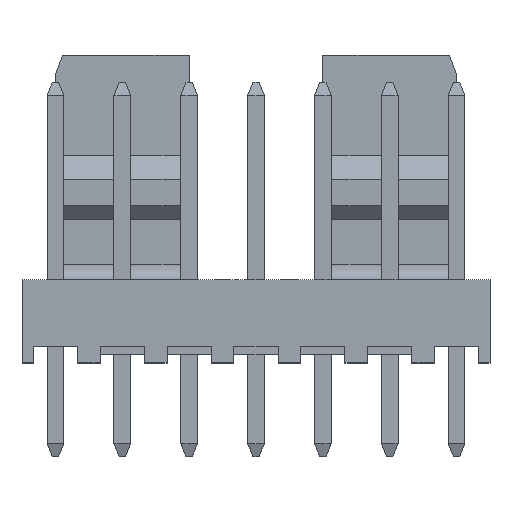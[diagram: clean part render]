
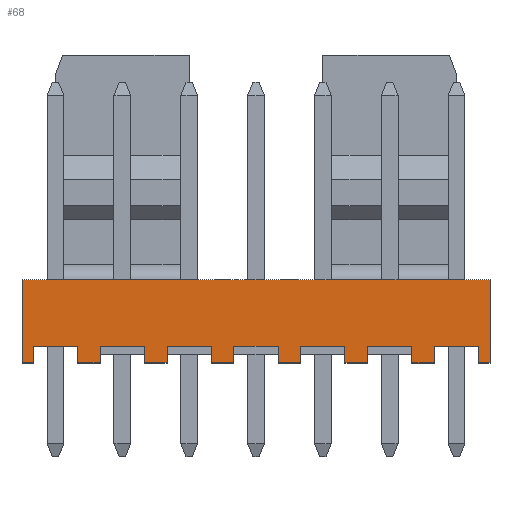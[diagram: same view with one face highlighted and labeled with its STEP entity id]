
A CAD part, top view. The second image highlights one B-rep face of the part: STEP entity #68.
In plain terms, the highlighted planar face has unit normal (0, 0, 1).
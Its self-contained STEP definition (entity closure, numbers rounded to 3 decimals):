
#68=ADVANCED_FACE('',(#328),#329,.T.);
#328=FACE_OUTER_BOUND('',#856,.T.);
#329=PLANE('',#857);
#856=EDGE_LOOP('',(#1389,#1390,#1391,#1392,#1393,#1394,#1395,#1396,#1397,#1398,#1399,#1400,#1401,#1402,#1403,#1404,#1405,#1406,#1407,#1408,#1409,#1410,#1411,#1412,#1413,#1414,#1415,#1416,#1417,#1418,#1419,#1420));
#857=AXIS2_PLACEMENT_3D('',#1421,#1422,#1423);
#1389=ORIENTED_EDGE('',*,*,#3388,.F.);
#1390=ORIENTED_EDGE('',*,*,#3389,.F.);
#1391=ORIENTED_EDGE('',*,*,#3390,.T.);
#1392=ORIENTED_EDGE('',*,*,#3391,.F.);
#1393=ORIENTED_EDGE('',*,*,#3392,.F.);
#1394=ORIENTED_EDGE('',*,*,#3387,.T.);
#1395=ORIENTED_EDGE('',*,*,#3393,.T.);
#1396=ORIENTED_EDGE('',*,*,#3394,.T.);
#1397=ORIENTED_EDGE('',*,*,#3395,.F.);
#1398=ORIENTED_EDGE('',*,*,#3396,.F.);
#1399=ORIENTED_EDGE('',*,*,#3397,.T.);
#1400=ORIENTED_EDGE('',*,*,#3398,.T.);
#1401=ORIENTED_EDGE('',*,*,#3399,.F.);
#1402=ORIENTED_EDGE('',*,*,#3400,.F.);
#1403=ORIENTED_EDGE('',*,*,#3401,.T.);
#1404=ORIENTED_EDGE('',*,*,#3402,.T.);
#1405=ORIENTED_EDGE('',*,*,#3403,.F.);
#1406=ORIENTED_EDGE('',*,*,#3404,.F.);
#1407=ORIENTED_EDGE('',*,*,#3405,.T.);
#1408=ORIENTED_EDGE('',*,*,#3406,.T.);
#1409=ORIENTED_EDGE('',*,*,#3407,.F.);
#1410=ORIENTED_EDGE('',*,*,#3408,.F.);
#1411=ORIENTED_EDGE('',*,*,#3409,.T.);
#1412=ORIENTED_EDGE('',*,*,#3410,.T.);
#1413=ORIENTED_EDGE('',*,*,#3411,.F.);
#1414=ORIENTED_EDGE('',*,*,#3412,.F.);
#1415=ORIENTED_EDGE('',*,*,#3413,.T.);
#1416=ORIENTED_EDGE('',*,*,#3414,.T.);
#1417=ORIENTED_EDGE('',*,*,#3415,.F.);
#1418=ORIENTED_EDGE('',*,*,#3416,.F.);
#1419=ORIENTED_EDGE('',*,*,#3417,.T.);
#1420=ORIENTED_EDGE('',*,*,#3418,.T.);
#1421=CARTESIAN_POINT('',(-8.89,1.58,2.9));
#1422=DIRECTION('',(0.0,0.0,1.0));
#1423=DIRECTION('',(1.0,0.0,0.0));
#3387=EDGE_CURVE('',#4055,#4059,#4061,.T.);
#3388=EDGE_CURVE('',#4062,#4063,#4064,.T.);
#3389=EDGE_CURVE('',#4065,#4062,#4066,.T.);
#3390=EDGE_CURVE('',#4065,#4067,#4068,.T.);
#3391=EDGE_CURVE('',#4069,#4067,#4070,.T.);
#3392=EDGE_CURVE('',#4055,#4069,#4071,.T.);
#3393=EDGE_CURVE('',#4059,#4072,#4073,.T.);
#3394=EDGE_CURVE('',#4072,#4074,#4075,.T.);
#3395=EDGE_CURVE('',#4076,#4074,#4077,.T.);
#3396=EDGE_CURVE('',#4078,#4076,#4079,.T.);
#3397=EDGE_CURVE('',#4078,#4080,#4081,.T.);
#3398=EDGE_CURVE('',#4080,#4082,#4083,.T.);
#3399=EDGE_CURVE('',#4084,#4082,#4085,.T.);
#3400=EDGE_CURVE('',#4086,#4084,#4087,.T.);
#3401=EDGE_CURVE('',#4086,#4088,#4089,.T.);
#3402=EDGE_CURVE('',#4088,#4090,#4091,.T.);
#3403=EDGE_CURVE('',#4092,#4090,#4093,.T.);
#3404=EDGE_CURVE('',#4094,#4092,#4095,.T.);
#3405=EDGE_CURVE('',#4094,#4096,#4097,.T.);
#3406=EDGE_CURVE('',#4096,#4098,#4099,.T.);
#3407=EDGE_CURVE('',#4100,#4098,#4101,.T.);
#3408=EDGE_CURVE('',#4102,#4100,#4103,.T.);
#3409=EDGE_CURVE('',#4102,#4104,#4105,.T.);
#3410=EDGE_CURVE('',#4104,#4106,#4107,.T.);
#3411=EDGE_CURVE('',#4108,#4106,#4109,.T.);
#3412=EDGE_CURVE('',#4110,#4108,#4111,.T.);
#3413=EDGE_CURVE('',#4110,#4112,#4113,.T.);
#3414=EDGE_CURVE('',#4112,#4114,#4115,.T.);
#3415=EDGE_CURVE('',#4116,#4114,#4117,.T.);
#3416=EDGE_CURVE('',#4118,#4116,#4119,.T.);
#3417=EDGE_CURVE('',#4118,#4120,#4121,.T.);
#3418=EDGE_CURVE('',#4120,#4063,#4122,.T.);
#4055=VERTEX_POINT('',#5083);
#4059=VERTEX_POINT('',#5089);
#4061=LINE('',#5092,#5093);
#4062=VERTEX_POINT('',#5094);
#4063=VERTEX_POINT('',#5095);
#4064=LINE('',#5096,#5097);
#4065=VERTEX_POINT('',#5098);
#4066=LINE('',#5099,#5100);
#4067=VERTEX_POINT('',#5101);
#4068=LINE('',#5102,#5103);
#4069=VERTEX_POINT('',#5104);
#4070=LINE('',#5105,#5106);
#4071=LINE('',#5107,#5108);
#4072=VERTEX_POINT('',#5109);
#4073=LINE('',#5110,#5111);
#4074=VERTEX_POINT('',#5112);
#4075=LINE('',#5113,#5114);
#4076=VERTEX_POINT('',#5115);
#4077=LINE('',#5116,#5117);
#4078=VERTEX_POINT('',#5118);
#4079=LINE('',#5119,#5120);
#4080=VERTEX_POINT('',#5121);
#4081=LINE('',#5122,#5123);
#4082=VERTEX_POINT('',#5124);
#4083=LINE('',#5125,#5126);
#4084=VERTEX_POINT('',#5127);
#4085=LINE('',#5128,#5129);
#4086=VERTEX_POINT('',#5130);
#4087=LINE('',#5131,#5132);
#4088=VERTEX_POINT('',#5133);
#4089=LINE('',#5134,#5135);
#4090=VERTEX_POINT('',#5136);
#4091=LINE('',#5137,#5138);
#4092=VERTEX_POINT('',#5139);
#4093=LINE('',#5140,#5141);
#4094=VERTEX_POINT('',#5142);
#4095=LINE('',#5143,#5144);
#4096=VERTEX_POINT('',#5145);
#4097=LINE('',#5146,#5147);
#4098=VERTEX_POINT('',#5148);
#4099=LINE('',#5149,#5150);
#4100=VERTEX_POINT('',#5151);
#4101=LINE('',#5152,#5153);
#4102=VERTEX_POINT('',#5154);
#4103=LINE('',#5155,#5156);
#4104=VERTEX_POINT('',#5157);
#4105=LINE('',#5158,#5159);
#4106=VERTEX_POINT('',#5160);
#4107=LINE('',#5161,#5162);
#4108=VERTEX_POINT('',#5163);
#4109=LINE('',#5164,#5165);
#4110=VERTEX_POINT('',#5166);
#4111=LINE('',#5167,#5168);
#4112=VERTEX_POINT('',#5169);
#4113=LINE('',#5170,#5171);
#4114=VERTEX_POINT('',#5172);
#4115=LINE('',#5173,#5174);
#4116=VERTEX_POINT('',#5175);
#4117=LINE('',#5176,#5177);
#4118=VERTEX_POINT('',#5178);
#4119=LINE('',#5179,#5180);
#4120=VERTEX_POINT('',#5181);
#4121=LINE('',#5182,#5183);
#4122=LINE('',#5184,#5185);
#5083=CARTESIAN_POINT('',(-8.89,1.58,2.9));
#5089=CARTESIAN_POINT('',(-8.89,-1.58,2.9));
#5092=CARTESIAN_POINT('',(-8.89,1.58,2.9));
#5093=VECTOR('',#6737,3.16);
#5094=CARTESIAN_POINT('',(8.46,-0.94,2.9));
#5095=CARTESIAN_POINT('',(6.78,-0.94,2.9));
#5096=CARTESIAN_POINT('',(8.46,-0.94,2.9));
#5097=VECTOR('',#6738,1.68);
#5098=CARTESIAN_POINT('',(8.46,-1.58,2.9));
#5099=CARTESIAN_POINT('',(8.46,-1.58,2.9));
#5100=VECTOR('',#6739,0.64);
#5101=CARTESIAN_POINT('',(8.89,-1.58,2.9));
#5102=CARTESIAN_POINT('',(8.46,-1.58,2.9));
#5103=VECTOR('',#6740,0.43);
#5104=CARTESIAN_POINT('',(8.89,1.58,2.9));
#5105=CARTESIAN_POINT('',(8.89,1.58,2.9));
#5106=VECTOR('',#6741,3.16);
#5107=CARTESIAN_POINT('',(-8.89,1.58,2.9));
#5108=VECTOR('',#6742,17.78);
#5109=CARTESIAN_POINT('',(-8.46,-1.58,2.9));
#5110=CARTESIAN_POINT('',(-8.89,-1.58,2.9));
#5111=VECTOR('',#6743,0.43);
#5112=CARTESIAN_POINT('',(-8.46,-0.94,2.9));
#5113=CARTESIAN_POINT('',(-8.46,-1.58,2.9));
#5114=VECTOR('',#6744,0.64);
#5115=CARTESIAN_POINT('',(-6.78,-0.94,2.9));
#5116=CARTESIAN_POINT('',(-6.78,-0.94,2.9));
#5117=VECTOR('',#6745,1.68);
#5118=CARTESIAN_POINT('',(-6.78,-1.58,2.9));
#5119=CARTESIAN_POINT('',(-6.78,-1.58,2.9));
#5120=VECTOR('',#6746,0.64);
#5121=CARTESIAN_POINT('',(-5.92,-1.58,2.9));
#5122=CARTESIAN_POINT('',(-6.78,-1.58,2.9));
#5123=VECTOR('',#6747,0.86);
#5124=CARTESIAN_POINT('',(-5.92,-0.94,2.9));
#5125=CARTESIAN_POINT('',(-5.92,-1.58,2.9));
#5126=VECTOR('',#6748,0.64);
#5127=CARTESIAN_POINT('',(-4.24,-0.94,2.9));
#5128=CARTESIAN_POINT('',(-4.24,-0.94,2.9));
#5129=VECTOR('',#6749,1.68);
#5130=CARTESIAN_POINT('',(-4.24,-1.58,2.9));
#5131=CARTESIAN_POINT('',(-4.24,-1.58,2.9));
#5132=VECTOR('',#6750,0.64);
#5133=CARTESIAN_POINT('',(-3.38,-1.58,2.9));
#5134=CARTESIAN_POINT('',(-4.24,-1.58,2.9));
#5135=VECTOR('',#6751,0.86);
#5136=CARTESIAN_POINT('',(-3.38,-0.94,2.9));
#5137=CARTESIAN_POINT('',(-3.38,-1.58,2.9));
#5138=VECTOR('',#6752,0.64);
#5139=CARTESIAN_POINT('',(-1.7,-0.94,2.9));
#5140=CARTESIAN_POINT('',(-1.7,-0.94,2.9));
#5141=VECTOR('',#6753,1.68);
#5142=CARTESIAN_POINT('',(-1.7,-1.58,2.9));
#5143=CARTESIAN_POINT('',(-1.7,-1.58,2.9));
#5144=VECTOR('',#6754,0.64);
#5145=CARTESIAN_POINT('',(-0.84,-1.58,2.9));
#5146=CARTESIAN_POINT('',(-1.7,-1.58,2.9));
#5147=VECTOR('',#6755,0.86);
#5148=CARTESIAN_POINT('',(-0.84,-0.94,2.9));
#5149=CARTESIAN_POINT('',(-0.84,-1.58,2.9));
#5150=VECTOR('',#6756,0.64);
#5151=CARTESIAN_POINT('',(0.84,-0.94,2.9));
#5152=CARTESIAN_POINT('',(0.84,-0.94,2.9));
#5153=VECTOR('',#6757,1.68);
#5154=CARTESIAN_POINT('',(0.84,-1.58,2.9));
#5155=CARTESIAN_POINT('',(0.84,-1.58,2.9));
#5156=VECTOR('',#6758,0.64);
#5157=CARTESIAN_POINT('',(1.7,-1.58,2.9));
#5158=CARTESIAN_POINT('',(0.84,-1.58,2.9));
#5159=VECTOR('',#6759,0.86);
#5160=CARTESIAN_POINT('',(1.7,-0.94,2.9));
#5161=CARTESIAN_POINT('',(1.7,-1.58,2.9));
#5162=VECTOR('',#6760,0.64);
#5163=CARTESIAN_POINT('',(3.38,-0.94,2.9));
#5164=CARTESIAN_POINT('',(3.38,-0.94,2.9));
#5165=VECTOR('',#6761,1.68);
#5166=CARTESIAN_POINT('',(3.38,-1.58,2.9));
#5167=CARTESIAN_POINT('',(3.38,-1.58,2.9));
#5168=VECTOR('',#6762,0.64);
#5169=CARTESIAN_POINT('',(4.24,-1.58,2.9));
#5170=CARTESIAN_POINT('',(3.38,-1.58,2.9));
#5171=VECTOR('',#6763,0.86);
#5172=CARTESIAN_POINT('',(4.24,-0.94,2.9));
#5173=CARTESIAN_POINT('',(4.24,-1.58,2.9));
#5174=VECTOR('',#6764,0.64);
#5175=CARTESIAN_POINT('',(5.92,-0.94,2.9));
#5176=CARTESIAN_POINT('',(5.92,-0.94,2.9));
#5177=VECTOR('',#6765,1.68);
#5178=CARTESIAN_POINT('',(5.92,-1.58,2.9));
#5179=CARTESIAN_POINT('',(5.92,-1.58,2.9));
#5180=VECTOR('',#6766,0.64);
#5181=CARTESIAN_POINT('',(6.78,-1.58,2.9));
#5182=CARTESIAN_POINT('',(5.92,-1.58,2.9));
#5183=VECTOR('',#6767,0.86);
#5184=CARTESIAN_POINT('',(6.78,-1.58,2.9));
#5185=VECTOR('',#6768,0.64);
#6737=DIRECTION('',(0.0,-1.0,0.0));
#6738=DIRECTION('',(-1.0,0.0,0.0));
#6739=DIRECTION('',(0.0,1.0,0.0));
#6740=DIRECTION('',(1.0,0.0,0.0));
#6741=DIRECTION('',(0.0,-1.0,0.0));
#6742=DIRECTION('',(1.0,0.0,0.0));
#6743=DIRECTION('',(1.0,0.0,0.0));
#6744=DIRECTION('',(0.0,1.0,0.0));
#6745=DIRECTION('',(-1.0,0.0,0.0));
#6746=DIRECTION('',(0.0,1.0,0.0));
#6747=DIRECTION('',(1.0,0.0,0.0));
#6748=DIRECTION('',(0.0,1.0,0.0));
#6749=DIRECTION('',(-1.0,0.0,0.0));
#6750=DIRECTION('',(0.0,1.0,0.0));
#6751=DIRECTION('',(1.0,0.0,0.0));
#6752=DIRECTION('',(0.0,1.0,0.0));
#6753=DIRECTION('',(-1.0,0.0,0.0));
#6754=DIRECTION('',(0.0,1.0,0.0));
#6755=DIRECTION('',(1.0,0.0,0.0));
#6756=DIRECTION('',(0.0,1.0,0.0));
#6757=DIRECTION('',(-1.0,0.0,0.0));
#6758=DIRECTION('',(0.0,1.0,0.0));
#6759=DIRECTION('',(1.0,0.0,0.0));
#6760=DIRECTION('',(0.0,1.0,0.0));
#6761=DIRECTION('',(-1.0,0.0,0.0));
#6762=DIRECTION('',(0.0,1.0,0.0));
#6763=DIRECTION('',(1.0,0.0,0.0));
#6764=DIRECTION('',(0.0,1.0,0.0));
#6765=DIRECTION('',(-1.0,0.0,0.0));
#6766=DIRECTION('',(0.0,1.0,0.0));
#6767=DIRECTION('',(1.0,0.0,0.0));
#6768=DIRECTION('',(0.0,1.0,0.0));
